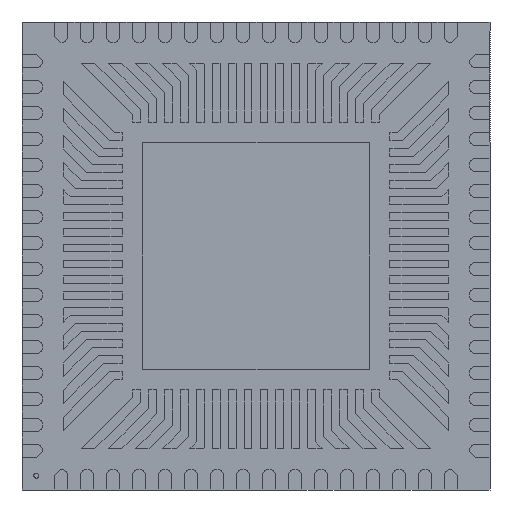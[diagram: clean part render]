
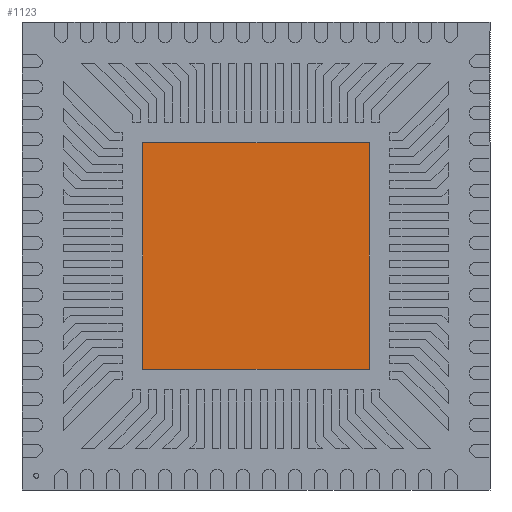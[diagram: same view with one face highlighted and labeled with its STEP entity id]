
A CAD part, front view. The second image highlights one B-rep face of the part: STEP entity #1123.
In plain terms, the highlighted planar face has unit normal (0, -1, 0).
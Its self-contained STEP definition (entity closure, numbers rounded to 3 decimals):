
#1104 = PLANE ( 'NONE',  #3224 ) ;
#1123 = ADVANCED_FACE ( 'NONE', ( #46437 ), #1104, .F. ) ;
#1580 = CARTESIAN_POINT ( 'NONE',  ( -2.175, 0., 2.175 ) ) ;
#1848 = LINE ( 'NONE', #24828, #30082 ) ;
#3224 = AXIS2_PLACEMENT_3D ( 'NONE', #30725, #34245, #15657 ) ;
#3669 = CARTESIAN_POINT ( 'NONE',  ( 2.175, 0., -2.175 ) ) ;
#7554 = ORIENTED_EDGE ( 'NONE', *, *, #12241, .F. ) ;
#7557 = LINE ( 'NONE', #3669, #18332 ) ;
#12241 = EDGE_CURVE ( 'NONE', #15475, #35986, #44159, .T. ) ;
#15344 = DIRECTION ( 'NONE',  ( -1., 0., 0. ) ) ;
#15475 = VERTEX_POINT ( 'NONE', #33797 ) ;
#15657 = DIRECTION ( 'NONE',  ( 0., 0., 1. ) ) ;
#16895 = VECTOR ( 'NONE', #15344, 1000. ) ;
#18332 = VECTOR ( 'NONE', #43336, 1000. ) ;
#22975 = CARTESIAN_POINT ( 'NONE',  ( -2.175, 0., -2.175 ) ) ;
#24828 = CARTESIAN_POINT ( 'NONE',  ( -2.175, 0., 2.175 ) ) ;
#25734 = CARTESIAN_POINT ( 'NONE',  ( -2.175, 0., -2.175 ) ) ;
#26320 = LINE ( 'NONE', #40184, #45099 ) ;
#27586 = VERTEX_POINT ( 'NONE', #1580 ) ;
#30066 = CARTESIAN_POINT ( 'NONE',  ( 2.175, 0., 2.175 ) ) ;
#30082 = VECTOR ( 'NONE', #42934, 1000. ) ;
#30480 = ORIENTED_EDGE ( 'NONE', *, *, #33023, .F. ) ;
#30725 = CARTESIAN_POINT ( 'NONE',  ( 0., 0., 0. ) ) ;
#32147 = ORIENTED_EDGE ( 'NONE', *, *, #38097, .F. ) ;
#32545 = EDGE_CURVE ( 'NONE', #27586, #32807, #1848, .T. ) ;
#32807 = VERTEX_POINT ( 'NONE', #30066 ) ;
#33023 = EDGE_CURVE ( 'NONE', #35986, #27586, #26320, .T. ) ;
#33191 = DIRECTION ( 'NONE',  ( 0., 0., 1. ) ) ;
#33797 = CARTESIAN_POINT ( 'NONE',  ( 2.175, 0., -2.175 ) ) ;
#34245 = DIRECTION ( 'NONE',  ( 0., 1., 0. ) ) ;
#35986 = VERTEX_POINT ( 'NONE', #25734 ) ;
#38097 = EDGE_CURVE ( 'NONE', #32807, #15475, #7557, .T. ) ;
#40184 = CARTESIAN_POINT ( 'NONE',  ( -2.175, 0., -2.175 ) ) ;
#42934 = DIRECTION ( 'NONE',  ( 1., 0., 0. ) ) ;
#43336 = DIRECTION ( 'NONE',  ( 0., 0., -1. ) ) ;
#44159 = LINE ( 'NONE', #22975, #16895 ) ;
#45099 = VECTOR ( 'NONE', #33191, 1000. ) ;
#45536 = ORIENTED_EDGE ( 'NONE', *, *, #32545, .F. ) ;
#46402 = EDGE_LOOP ( 'NONE', ( #45536, #30480, #7554, #32147 ) ) ;
#46437 = FACE_OUTER_BOUND ( 'NONE', #46402, .T. ) ;
